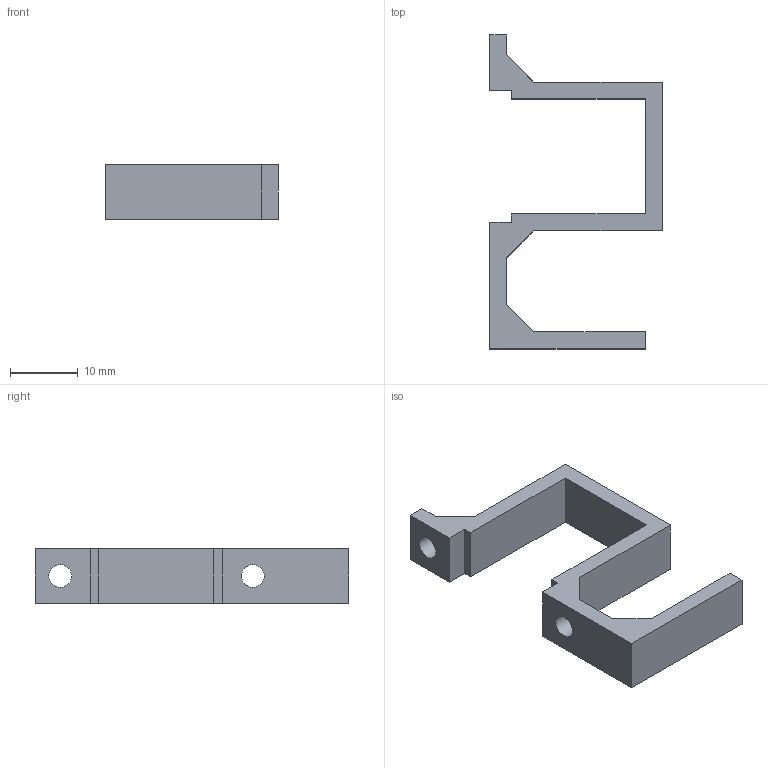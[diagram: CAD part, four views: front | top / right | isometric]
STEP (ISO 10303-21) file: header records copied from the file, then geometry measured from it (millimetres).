
FILE_DESCRIPTION(('FreeCAD Model'),'2;1');
FILE_NAME('Open CASCADE Shape Model','2025-01-25T13:40:02',(''),(''), 'Open CASCADE STEP processor 7.7','FreeCAD','Unknown');
FILE_SCHEMA(('AUTOMOTIVE_DESIGN { 1 0 10303 214 1 1 1 1 }'));
Length unit declared in the file: millimetre
Products named in the file (1): Body
Bounding box: 25.5 x 46.4 x 8 mm (x, y, z)
Volume: 2280 mm3; surface area: 2439.6 mm2
Topology: 1 solids, 1 shells, 32 faces, 89 edges, 57 vertices
Faces by surface type: plane 27, cylinder 5
Full cylindrical faces by diameter (mm): 3.4 x2
Entity records: 2247 total; most frequent: CARTESIAN_POINT 430, DIRECTION 340, LINE 227, VECTOR 227, ORIENTED_EDGE 178, PCURVE 178, DEFINITIONAL_REPRESENTATION 178, EDGE_CURVE 89
